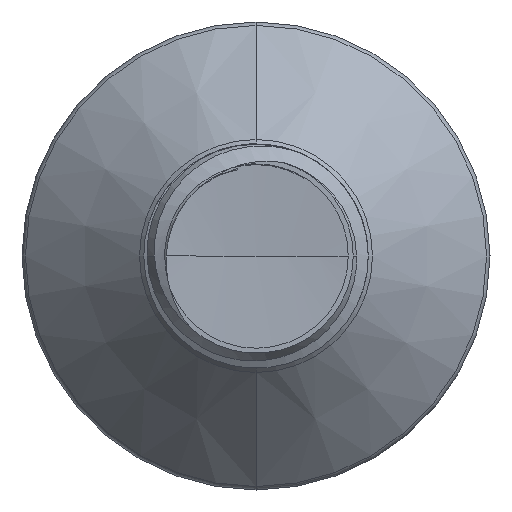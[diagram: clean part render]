
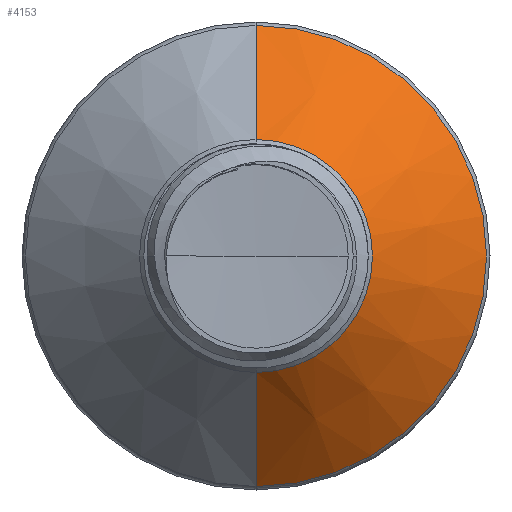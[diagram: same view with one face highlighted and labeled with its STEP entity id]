
A CAD part, front view. The second image highlights one B-rep face of the part: STEP entity #4153.
In plain terms, the highlighted conical face has half-angle 45 degrees and reference radius 1.817 mm.
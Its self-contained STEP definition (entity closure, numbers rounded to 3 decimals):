
#1300 = DIRECTION ( 'NONE',  ( 0., 1., 0. ) ) ;
#1449 = DIRECTION ( 'NONE',  ( 0., 0., 1. ) ) ;
#1486 = CARTESIAN_POINT ( 'NONE',  ( 0., 8.939, 0. ) ) ;
#2804 = EDGE_CURVE ( 'NONE', #9979, #14865, #14365, .T. ) ;
#4153 = ADVANCED_FACE ( 'NONE', ( #20504 ), #9152, .T. ) ;
#4217 = ORIENTED_EDGE ( 'NONE', *, *, #8046, .T. ) ;
#5149 = CIRCLE ( 'NONE', #12124, 1.817 ) ;
#5209 = ORIENTED_EDGE ( 'NONE', *, *, #7727, .F. ) ;
#5222 = AXIS2_PLACEMENT_3D ( 'NONE', #1486, #1300, #1449 ) ;
#5592 = AXIS2_PLACEMENT_3D ( 'NONE', #22224, #10453, #23944 ) ;
#5842 = VECTOR ( 'NONE', #16266, 1000. ) ;
#6199 = ORIENTED_EDGE ( 'NONE', *, *, #21206, .F. ) ;
#7727 = EDGE_CURVE ( 'NONE', #22827, #17297, #12089, .T. ) ;
#8046 = EDGE_CURVE ( 'NONE', #22827, #9979, #5149, .T. ) ;
#8188 = CARTESIAN_POINT ( 'NONE',  ( 0., 8.939, -1.817 ) ) ;
#9152 = CONICAL_SURFACE ( 'NONE', #5222, 1.817, 0.785 ) ;
#9474 = CARTESIAN_POINT ( 'NONE',  ( 0., 10.718, 3.596 ) ) ;
#9979 = VERTEX_POINT ( 'NONE', #8188 ) ;
#10453 = DIRECTION ( 'NONE',  ( 0., 1., 0. ) ) ;
#11904 = CARTESIAN_POINT ( 'NONE',  ( 0., 8.939, 1.817 ) ) ;
#12089 = LINE ( 'NONE', #11904, #5842 ) ;
#12124 = AXIS2_PLACEMENT_3D ( 'NONE', #24229, #23752, #23823 ) ;
#14158 = DIRECTION ( 'NONE',  ( 0., 0.707, -0.707 ) ) ;
#14365 = LINE ( 'NONE', #16856, #20225 ) ;
#14865 = VERTEX_POINT ( 'NONE', #18129 ) ;
#15653 = ORIENTED_EDGE ( 'NONE', *, *, #2804, .T. ) ;
#16266 = DIRECTION ( 'NONE',  ( 0., 0.707, 0.707 ) ) ;
#16856 = CARTESIAN_POINT ( 'NONE',  ( 0., 8.939, -1.817 ) ) ;
#17019 = EDGE_LOOP ( 'NONE', ( #4217, #15653, #6199, #5209 ) ) ;
#17297 = VERTEX_POINT ( 'NONE', #9474 ) ;
#18129 = CARTESIAN_POINT ( 'NONE',  ( 0., 10.718, -3.596 ) ) ;
#20225 = VECTOR ( 'NONE', #14158, 1000. ) ;
#20504 = FACE_OUTER_BOUND ( 'NONE', #17019, .T. ) ;
#20996 = CIRCLE ( 'NONE', #5592, 3.596 ) ;
#21206 = EDGE_CURVE ( 'NONE', #17297, #14865, #20996, .T. ) ;
#22224 = CARTESIAN_POINT ( 'NONE',  ( 0., 10.718, 0. ) ) ;
#22827 = VERTEX_POINT ( 'NONE', #23988 ) ;
#23752 = DIRECTION ( 'NONE',  ( 0., 1., 0. ) ) ;
#23823 = DIRECTION ( 'NONE',  ( 0., 0., 1. ) ) ;
#23944 = DIRECTION ( 'NONE',  ( 0., 0., 1. ) ) ;
#23988 = CARTESIAN_POINT ( 'NONE',  ( 0., 8.939, 1.817 ) ) ;
#24229 = CARTESIAN_POINT ( 'NONE',  ( 0., 8.939, 0. ) ) ;
